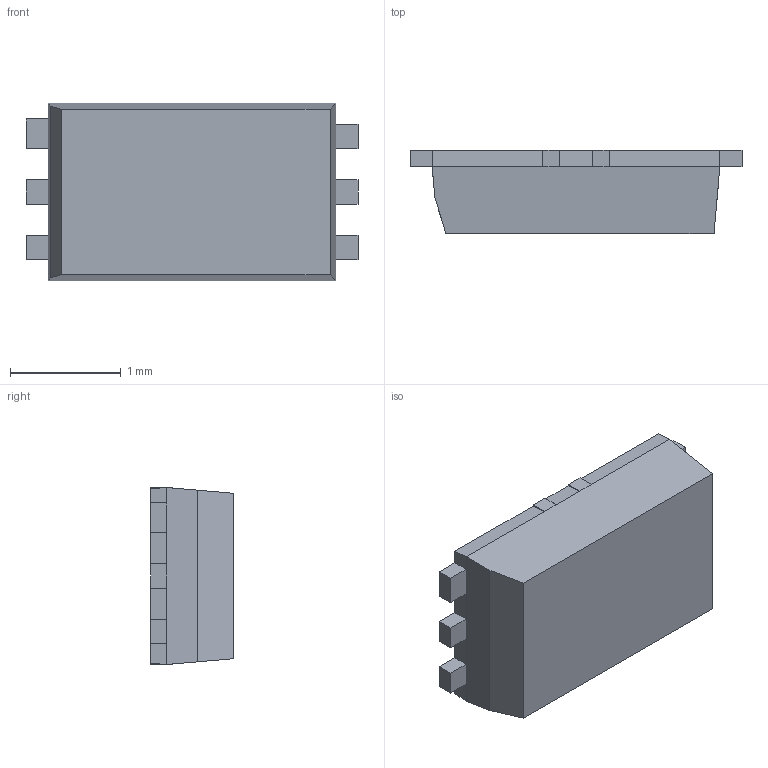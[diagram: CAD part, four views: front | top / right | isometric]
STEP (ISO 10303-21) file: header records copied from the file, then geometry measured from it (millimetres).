
FILE_DESCRIPTION (( 'STEP AP214' ), '1' );
FILE_NAME ('BH1750FVI-TR.STEP', '2021-05-06T13:31:59', ( '' ), ( '' ), 'SwSTEP 2.0', 'SolidWorks 2018', '' );
FILE_SCHEMA (( 'AUTOMOTIVE_DESIGN' ));
Length unit declared in the file: millimetre
Products named in the file (2): BH1750FVI-TR
Bounding box: 3 x 0.75 x 1.6 mm (x, y, z)
Volume: 3 mm3; surface area: 21.2 mm2
Topology: 8 solids, 8 shells, 147 faces, 369 edges, 238 vertices
Faces by surface type: plane 147
Entity records: 6000 total; most frequent: CARTESIAN_POINT 756, ORIENTED_EDGE 738, DIRECTION 667, LINE 369, VECTOR 369, EDGE_CURVE 369, VERTEX_POINT 238, UNCERTAINTY_MEASURE_WITH_UNIT 157
